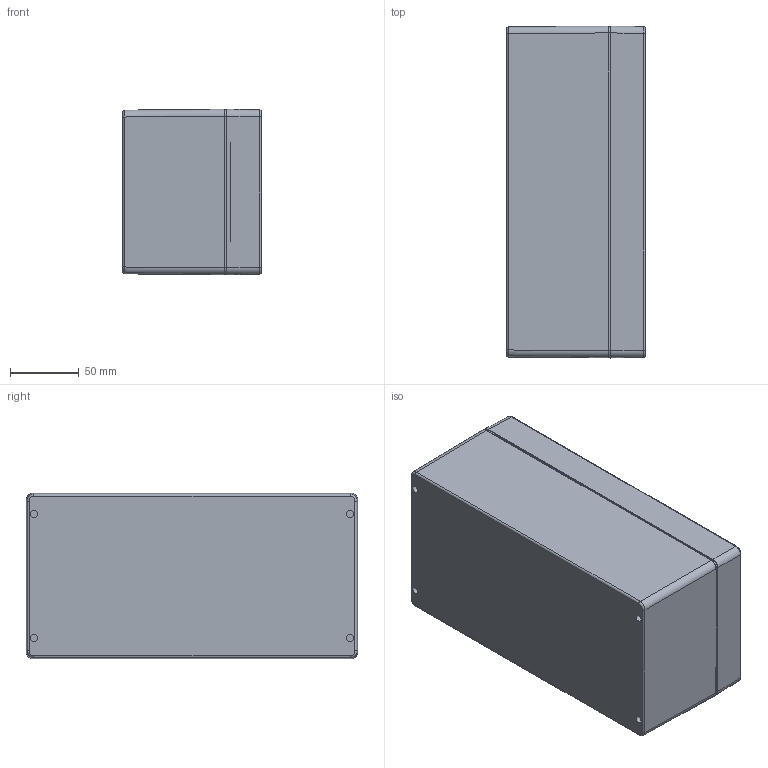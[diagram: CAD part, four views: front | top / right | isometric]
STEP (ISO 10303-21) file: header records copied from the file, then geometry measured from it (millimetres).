
FILE_DESCRIPTION(/* description */ ('ABS-Gehäuse'),/* implementation_level */ '2;1');
FILE_NAME(/* name */ '01241210010-RST.stp',/* time_stamp */ '2021-09-02T13:28:52+02:00',/* author */ ('sl'),/* organization */ (''),/* preprocessor_version */ 'ST-DEVELOPER v16.5',/* originating_system */ 'Autodesk Inventor 2017',/* authorisation */ '');
FILE_SCHEMA (('AUTOMOTIVE_DESIGN { 1 0 10303 214 3 1 1 }'));
Length unit declared in the file: millimetre
Products named in the file (4): 01_241210_010; Schraube-M4x34x10; Deckel-ABS-Gehäuse-22-BT-0002-01_241210_010; UT-ABS-Gehäuse-22-BT-0001-01_241210_010
Assembly tree (6 placements, depth 2):
  01_241210_010
    Schraube-M4x34x10  x4
    Deckel-ABS-Gehäuse-22-BT-0002-01_241210_010
    UT-ABS-Gehäuse-22-BT-0001-01_241210_010
Bounding box: 100.5 x 240.5 x 120 mm (x, y, z)
Volume: 440364.6 mm3; surface area: 268207.6 mm2
Topology: 6 solids, 6 shells, 414 faces, 974 edges, 616 vertices
Faces by surface type: plane 164, cylinder 142, cone 48, torus 40, bspline 20
Full cylindrical faces by diameter (mm): 2.87 x4, 4 x12, 4.2 x4, 5 x4, 5.2 x4, 7 x4, 7.2 x4, 8 x6, 8.2 x4
Entity records: 9732 total; most frequent: CARTESIAN_POINT 2065, DIRECTION 1726, ORIENTED_EDGE 1400, AXIS2_PLACEMENT_3D 707, EDGE_CURVE 700, VERTEX_POINT 475, EDGE_LOOP 445, CIRCLE 344
